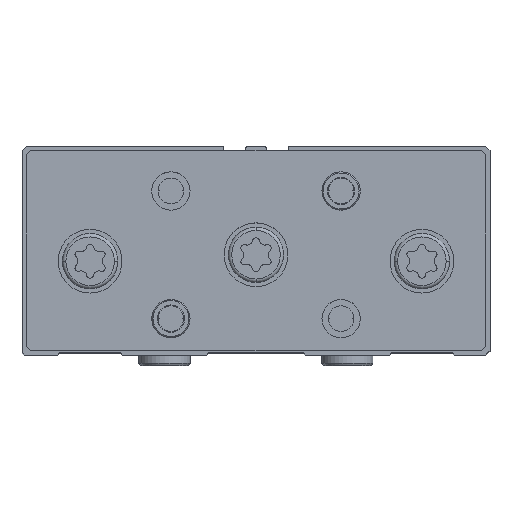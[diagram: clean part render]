
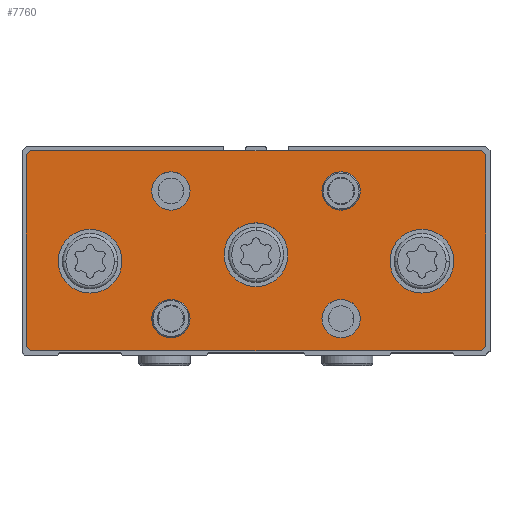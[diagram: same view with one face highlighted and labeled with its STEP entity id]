
A CAD part, top view. The second image highlights one B-rep face of the part: STEP entity #7760.
In plain terms, the highlighted face is planar.
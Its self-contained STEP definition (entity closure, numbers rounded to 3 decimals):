
#5911=DIRECTION('',(0.,-0.707,-0.707));
#5912=VECTOR('',#5911,1.414);
#5913=CARTESIAN_POINT('',(16.,-21.5,54.));
#5914=LINE('',#5913,#5912);
#5915=DIRECTION('',(0.,-1.,0.));
#5916=VECTOR('',#5915,45.);
#5917=CARTESIAN_POINT('',(16.,23.5,54.));
#5918=LINE('',#5917,#5916);
#5919=DIRECTION('',(0.,-0.707,0.707));
#5920=VECTOR('',#5919,1.414);
#5921=CARTESIAN_POINT('',(16.,24.5,53.));
#5922=LINE('',#5921,#5920);
#5923=DIRECTION('',(0.,0.,1.));
#5924=VECTOR('',#5923,106.);
#5925=CARTESIAN_POINT('',(16.,24.5,-53.));
#5926=LINE('',#5925,#5924);
#5927=DIRECTION('',(0.,0.707,0.707));
#5928=VECTOR('',#5927,1.414);
#5929=CARTESIAN_POINT('',(16.,23.5,-54.));
#5930=LINE('',#5929,#5928);
#5931=DIRECTION('',(0.,1.,0.));
#5932=VECTOR('',#5931,45.);
#5933=CARTESIAN_POINT('',(16.,-21.5,-54.));
#5934=LINE('',#5933,#5932);
#5935=DIRECTION('',(0.,0.707,-0.707));
#5936=VECTOR('',#5935,1.414);
#5937=CARTESIAN_POINT('',(16.,-22.5,-53.));
#5938=LINE('',#5937,#5936);
#5939=DIRECTION('',(0.,0.,-1.));
#5940=VECTOR('',#5939,106.);
#5941=CARTESIAN_POINT('',(16.,-22.5,53.));
#5942=LINE('',#5941,#5940);
#5943=CARTESIAN_POINT('',(16.,15.,-20.));
#5944=DIRECTION('',(-1.,0.,0.));
#5945=DIRECTION('',(0.,0.,-1.));
#5946=AXIS2_PLACEMENT_3D('',#5943,#5944,#5945);
#5948=CARTESIAN_POINT('',(16.,15.,-20.));
#5949=DIRECTION('',(-1.,0.,0.));
#5950=DIRECTION('',(0.,0.,1.));
#5951=AXIS2_PLACEMENT_3D('',#5948,#5949,#5950);
#5953=CARTESIAN_POINT('',(16.,15.,20.));
#5954=DIRECTION('',(-1.,0.,0.));
#5955=DIRECTION('',(0.,0.,-1.));
#5956=AXIS2_PLACEMENT_3D('',#5953,#5954,#5955);
#5958=CARTESIAN_POINT('',(16.,15.,20.));
#5959=DIRECTION('',(-1.,0.,0.));
#5960=DIRECTION('',(0.,0.,1.));
#5961=AXIS2_PLACEMENT_3D('',#5958,#5959,#5960);
#5963=CARTESIAN_POINT('',(16.,-15.,-20.));
#5964=DIRECTION('',(-1.,0.,0.));
#5965=DIRECTION('',(0.,0.,-1.));
#5966=AXIS2_PLACEMENT_3D('',#5963,#5964,#5965);
#5968=CARTESIAN_POINT('',(16.,-15.,-20.));
#5969=DIRECTION('',(-1.,0.,0.));
#5970=DIRECTION('',(0.,0.,1.));
#5971=AXIS2_PLACEMENT_3D('',#5968,#5969,#5970);
#5973=CARTESIAN_POINT('',(16.,-15.,20.));
#5974=DIRECTION('',(-1.,0.,0.));
#5975=DIRECTION('',(0.,0.,-1.));
#5976=AXIS2_PLACEMENT_3D('',#5973,#5974,#5975);
#5978=CARTESIAN_POINT('',(16.,-15.,20.));
#5979=DIRECTION('',(-1.,0.,0.));
#5980=DIRECTION('',(0.,0.,1.));
#5981=AXIS2_PLACEMENT_3D('',#5978,#5979,#5980);
#5983=CARTESIAN_POINT('',(16.,0.,0.));
#5984=DIRECTION('',(-1.,0.,0.));
#5985=DIRECTION('',(0.,-1.,0.));
#5986=AXIS2_PLACEMENT_3D('',#5983,#5984,#5985);
#5988=CARTESIAN_POINT('',(16.,0.,0.));
#5989=DIRECTION('',(-1.,0.,0.));
#5990=DIRECTION('',(0.,1.,0.));
#5991=AXIS2_PLACEMENT_3D('',#5988,#5989,#5990);
#5993=CARTESIAN_POINT('',(16.,-1.5,-39.));
#5994=DIRECTION('',(-1.,0.,0.));
#5995=DIRECTION('',(0.,-1.,0.));
#5996=AXIS2_PLACEMENT_3D('',#5993,#5994,#5995);
#5998=CARTESIAN_POINT('',(16.,-1.5,-39.));
#5999=DIRECTION('',(-1.,0.,0.));
#6000=DIRECTION('',(0.,1.,0.));
#6001=AXIS2_PLACEMENT_3D('',#5998,#5999,#6000);
#6003=CARTESIAN_POINT('',(16.,-1.5,39.));
#6004=DIRECTION('',(-1.,0.,0.));
#6005=DIRECTION('',(0.,-1.,0.));
#6006=AXIS2_PLACEMENT_3D('',#6003,#6004,#6005);
#6008=CARTESIAN_POINT('',(16.,-1.5,39.));
#6009=DIRECTION('',(-1.,0.,0.));
#6010=DIRECTION('',(0.,1.,0.));
#6011=AXIS2_PLACEMENT_3D('',#6008,#6009,#6010);
#7315=CARTESIAN_POINT('',(16.,-21.5,54.));
#7316=CARTESIAN_POINT('',(16.,-22.5,53.));
#7317=VERTEX_POINT('',#7315);
#7318=VERTEX_POINT('',#7316);
#7319=CARTESIAN_POINT('',(16.,-22.5,-53.));
#7320=VERTEX_POINT('',#7319);
#7321=CARTESIAN_POINT('',(16.,-21.5,-54.));
#7322=VERTEX_POINT('',#7321);
#7323=CARTESIAN_POINT('',(16.,23.5,-54.));
#7324=VERTEX_POINT('',#7323);
#7325=CARTESIAN_POINT('',(16.,24.5,-53.));
#7326=VERTEX_POINT('',#7325);
#7327=CARTESIAN_POINT('',(16.,24.5,53.));
#7328=VERTEX_POINT('',#7327);
#7329=CARTESIAN_POINT('',(16.,23.5,54.));
#7330=VERTEX_POINT('',#7329);
#7367=CARTESIAN_POINT('',(16.,15.,-24.5));
#7368=CARTESIAN_POINT('',(16.,15.,-15.5));
#7369=VERTEX_POINT('',#7367);
#7370=VERTEX_POINT('',#7368);
#7391=CARTESIAN_POINT('',(16.,15.,15.5));
#7392=CARTESIAN_POINT('',(16.,15.,24.5));
#7393=VERTEX_POINT('',#7391);
#7394=VERTEX_POINT('',#7392);
#7415=CARTESIAN_POINT('',(16.,-15.,-24.5));
#7416=CARTESIAN_POINT('',(16.,-15.,-15.5));
#7417=VERTEX_POINT('',#7415);
#7418=VERTEX_POINT('',#7416);
#7439=CARTESIAN_POINT('',(16.,-15.,15.5));
#7440=CARTESIAN_POINT('',(16.,-15.,24.5));
#7441=VERTEX_POINT('',#7439);
#7442=VERTEX_POINT('',#7440);
#7475=CARTESIAN_POINT('',(16.,-7.5,0.));
#7476=CARTESIAN_POINT('',(16.,7.5,0.));
#7477=VERTEX_POINT('',#7475);
#7478=VERTEX_POINT('',#7476);
#7483=CARTESIAN_POINT('',(16.,-9.,-39.));
#7484=CARTESIAN_POINT('',(16.,6.,-39.));
#7485=VERTEX_POINT('',#7483);
#7486=VERTEX_POINT('',#7484);
#7491=CARTESIAN_POINT('',(16.,-9.,39.));
#7492=VERTEX_POINT('',#7491);
#7493=CARTESIAN_POINT('',(16.,6.,39.));
#7494=VERTEX_POINT('',#7493);
#7695=CARTESIAN_POINT('',(16.,-1.5,-39.));
#7696=DIRECTION('',(-1.,0.,0.));
#7697=DIRECTION('',(0.,0.,-1.));
#7698=AXIS2_PLACEMENT_3D('',#7695,#7696,#7697);
#7699=PLANE('',#7698);
#7701=ORIENTED_EDGE('',*,*,#7700,.F.);
#7703=ORIENTED_EDGE('',*,*,#7702,.F.);
#7705=ORIENTED_EDGE('',*,*,#7704,.F.);
#7707=ORIENTED_EDGE('',*,*,#7706,.F.);
#7709=ORIENTED_EDGE('',*,*,#7708,.F.);
#7711=ORIENTED_EDGE('',*,*,#7710,.F.);
#7713=ORIENTED_EDGE('',*,*,#7712,.F.);
#7715=ORIENTED_EDGE('',*,*,#7714,.F.);
#7716=EDGE_LOOP('',(#7701,#7703,#7705,#7707,#7709,#7711,#7713,#7715));
#7717=FACE_OUTER_BOUND('',#7716,.F.);
#7719=ORIENTED_EDGE('',*,*,#7718,.F.);
#7721=ORIENTED_EDGE('',*,*,#7720,.F.);
#7722=EDGE_LOOP('',(#7719,#7721));
#7723=FACE_BOUND('',#7722,.F.);
#7725=ORIENTED_EDGE('',*,*,#7724,.F.);
#7727=ORIENTED_EDGE('',*,*,#7726,.F.);
#7728=EDGE_LOOP('',(#7725,#7727));
#7729=FACE_BOUND('',#7728,.F.);
#7731=ORIENTED_EDGE('',*,*,#7730,.F.);
#7733=ORIENTED_EDGE('',*,*,#7732,.F.);
#7734=EDGE_LOOP('',(#7731,#7733));
#7735=FACE_BOUND('',#7734,.F.);
#7737=ORIENTED_EDGE('',*,*,#7736,.F.);
#7739=ORIENTED_EDGE('',*,*,#7738,.F.);
#7740=EDGE_LOOP('',(#7737,#7739));
#7741=FACE_BOUND('',#7740,.F.);
#7743=ORIENTED_EDGE('',*,*,#7742,.F.);
#7745=ORIENTED_EDGE('',*,*,#7744,.F.);
#7746=EDGE_LOOP('',(#7743,#7745));
#7747=FACE_BOUND('',#7746,.F.);
#7749=ORIENTED_EDGE('',*,*,#7748,.F.);
#7751=ORIENTED_EDGE('',*,*,#7750,.F.);
#7752=EDGE_LOOP('',(#7749,#7751));
#7753=FACE_BOUND('',#7752,.F.);
#7755=ORIENTED_EDGE('',*,*,#7754,.F.);
#7757=ORIENTED_EDGE('',*,*,#7756,.F.);
#7758=EDGE_LOOP('',(#7755,#7757));
#7759=FACE_BOUND('',#7758,.F.);
#7760=ADVANCED_FACE('',(#7717,#7723,#7729,#7735,#7741,#7747,#7753,#7759),#7699,
.F.);
#5947=CIRCLE('',#5946,4.5);
#5952=CIRCLE('',#5951,4.5);
#5957=CIRCLE('',#5956,4.5);
#5962=CIRCLE('',#5961,4.5);
#5967=CIRCLE('',#5966,4.5);
#5972=CIRCLE('',#5971,4.5);
#5977=CIRCLE('',#5976,4.5);
#5982=CIRCLE('',#5981,4.5);
#5987=CIRCLE('',#5986,7.5);
#5992=CIRCLE('',#5991,7.5);
#5997=CIRCLE('',#5996,7.5);
#6002=CIRCLE('',#6001,7.5);
#6007=CIRCLE('',#6006,7.5);
#6012=CIRCLE('',#6011,7.5);
#7700=EDGE_CURVE('',#7317,#7318,#5914,.T.);
#7702=EDGE_CURVE('',#7330,#7317,#5918,.T.);
#7704=EDGE_CURVE('',#7328,#7330,#5922,.T.);
#7706=EDGE_CURVE('',#7326,#7328,#5926,.T.);
#7708=EDGE_CURVE('',#7324,#7326,#5930,.T.);
#7710=EDGE_CURVE('',#7322,#7324,#5934,.T.);
#7712=EDGE_CURVE('',#7320,#7322,#5938,.T.);
#7714=EDGE_CURVE('',#7318,#7320,#5942,.T.);
#7718=EDGE_CURVE('',#7369,#7370,#5947,.T.);
#7720=EDGE_CURVE('',#7370,#7369,#5952,.T.);
#7724=EDGE_CURVE('',#7393,#7394,#5957,.T.);
#7726=EDGE_CURVE('',#7394,#7393,#5962,.T.);
#7730=EDGE_CURVE('',#7417,#7418,#5967,.T.);
#7732=EDGE_CURVE('',#7418,#7417,#5972,.T.);
#7736=EDGE_CURVE('',#7441,#7442,#5977,.T.);
#7738=EDGE_CURVE('',#7442,#7441,#5982,.T.);
#7742=EDGE_CURVE('',#7477,#7478,#5987,.T.);
#7744=EDGE_CURVE('',#7478,#7477,#5992,.T.);
#7748=EDGE_CURVE('',#7485,#7486,#5997,.T.);
#7750=EDGE_CURVE('',#7486,#7485,#6002,.T.);
#7754=EDGE_CURVE('',#7492,#7494,#6007,.T.);
#7756=EDGE_CURVE('',#7494,#7492,#6012,.T.);
